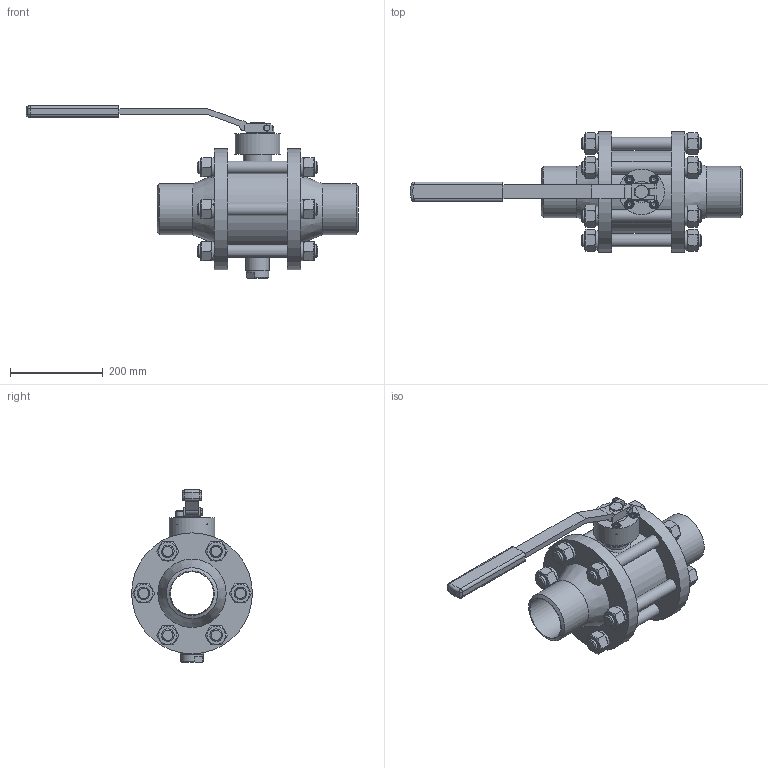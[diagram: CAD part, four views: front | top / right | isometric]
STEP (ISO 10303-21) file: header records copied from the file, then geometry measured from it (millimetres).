
FILE_DESCRIPTION(('STEP AP203'), '1');
FILE_NAME('栖闉罻', '', ('UNSPECIFIED'), ('UNSPECIFIED'), 'ASCON STEP Converter 1.6', 'ASCON Math Kernel', '');
FILE_SCHEMA(('CONFIG_CONTROL_DESIGN'));
Length unit declared in the file: millimetre
Products named in the file (1): 埡39.320.100.000
Bounding box: 713.98 x 260 x 370.43 mm (x, y, z)
Volume: 7730998.2 mm3; surface area: 808529.4 mm2
Topology: 1 solids, 3 shells, 573 faces, 1391 edges, 863 vertices
Faces by surface type: plane 336, cylinder 140, cone 78, torus 13, bspline 4, sphere 2
Full cylindrical faces by diameter (mm): 6.647 x1, 8 x1, 9 x1, 10 x4, 12 x8, 14 x4, 18 x3, 20 x4, 27 x18, 29 x12, 29.5 x1, 30 x9, 31 x4, 33.7 x1, 40 x1, 48 x1, 49 x1, 50 x1, 55 x1, 62 x1, 93 x1, 94 x2, 95 x2, 98 x3, 99.421 x2, 110 x2, 178 x1, 260 x2
Entity records: 29167 total; most frequent: CARTESIAN_POINT 12044, DIRECTION 2562, ORIENTED_EDGE 2394, EDGE_CURVE 1197, AXIS2_PLACEMENT_3D 1071, EDGE_LOOP 858, VERTEX_POINT 855, FACE_BOUND 610
